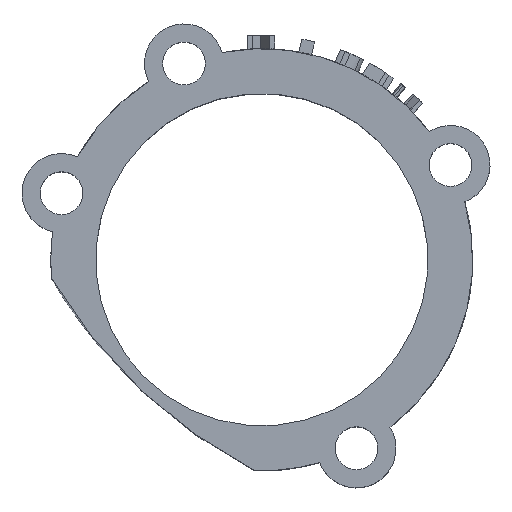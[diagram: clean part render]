
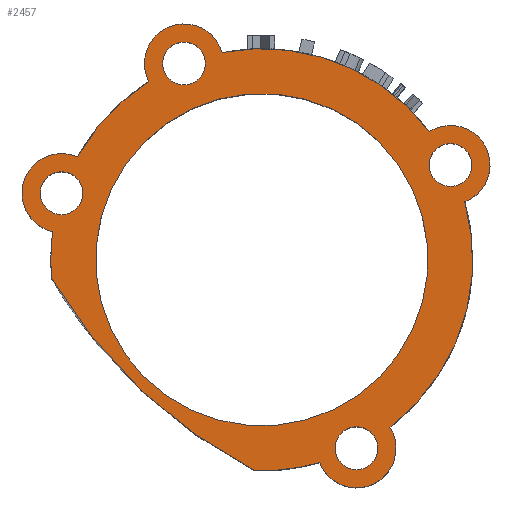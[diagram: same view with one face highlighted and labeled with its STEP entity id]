
A CAD part, top view. The second image highlights one B-rep face of the part: STEP entity #2457.
In plain terms, the highlighted planar face has unit normal (0, 0, 1).
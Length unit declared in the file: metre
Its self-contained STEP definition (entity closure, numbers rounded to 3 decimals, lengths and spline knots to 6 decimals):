
#235=CIRCLE('',#2541,0.016);
#254=CIRCLE('',#2605,0.03825);
#257=CIRCLE('',#2609,0.016);
#261=CIRCLE('',#2615,0.016);
#269=CIRCLE('',#2626,0.016);
#275=CIRCLE('',#2634,0.0126);
#278=CIRCLE('',#2638,0.016);
#284=CIRCLE('',#2646,0.001626);
#285=CIRCLE('',#2647,0.001626);
#286=CIRCLE('',#2648,0.001626);
#287=CIRCLE('',#2649,0.001626);
#288=CIRCLE('',#2650,0.003);
#289=CIRCLE('',#2651,0.003);
#290=CIRCLE('',#2652,0.003);
#291=CIRCLE('',#2653,0.003);
#1222=ORIENTED_EDGE('',*,*,#1683,.F.);
#1223=ORIENTED_EDGE('',*,*,#1684,.F.);
#1224=ORIENTED_EDGE('',*,*,#1685,.F.);
#1225=ORIENTED_EDGE('',*,*,#1686,.F.);
#1226=ORIENTED_EDGE('',*,*,#1672,.T.);
#1227=ORIENTED_EDGE('',*,*,#1626,.F.);
#1228=ORIENTED_EDGE('',*,*,#1677,.F.);
#1229=ORIENTED_EDGE('',*,*,#1687,.F.);
#1230=ORIENTED_EDGE('',*,*,#1661,.F.);
#1231=ORIENTED_EDGE('',*,*,#1688,.F.);
#1232=ORIENTED_EDGE('',*,*,#1467,.F.);
#1233=ORIENTED_EDGE('',*,*,#1689,.F.);
#1234=ORIENTED_EDGE('',*,*,#1641,.F.);
#1235=ORIENTED_EDGE('',*,*,#1690,.F.);
#1236=ORIENTED_EDGE('',*,*,#1631,.F.);
#1467=EDGE_CURVE('',#1819,#1820,#235,.T.);
#1626=EDGE_CURVE('',#1906,#1903,#254,.T.);
#1631=EDGE_CURVE('',#1903,#1908,#257,.T.);
#1641=EDGE_CURVE('',#1920,#1921,#261,.T.);
#1661=EDGE_CURVE('',#1940,#1941,#269,.T.);
#1672=EDGE_CURVE('',#1951,#1951,#275,.T.);
#1677=EDGE_CURVE('',#1955,#1906,#278,.T.);
#1683=EDGE_CURVE('',#1956,#1956,#284,.T.);
#1684=EDGE_CURVE('',#1957,#1957,#285,.T.);
#1685=EDGE_CURVE('',#1958,#1958,#286,.T.);
#1686=EDGE_CURVE('',#1959,#1959,#287,.T.);
#1687=EDGE_CURVE('',#1941,#1955,#288,.T.);
#1688=EDGE_CURVE('',#1820,#1940,#289,.T.);
#1689=EDGE_CURVE('',#1921,#1819,#290,.T.);
#1690=EDGE_CURVE('',#1908,#1920,#291,.T.);
#1819=VERTEX_POINT('',#3708);
#1820=VERTEX_POINT('',#3710);
#1903=VERTEX_POINT('',#4450);
#1906=VERTEX_POINT('',#4464);
#1908=VERTEX_POINT('',#4469);
#1920=VERTEX_POINT('',#4502);
#1921=VERTEX_POINT('',#4504);
#1940=VERTEX_POINT('',#4557);
#1941=VERTEX_POINT('',#4559);
#1951=VERTEX_POINT('',#4585);
#1955=VERTEX_POINT('',#4594);
#1956=VERTEX_POINT('',#4604);
#1957=VERTEX_POINT('',#4606);
#1958=VERTEX_POINT('',#4608);
#1959=VERTEX_POINT('',#4610);
#2100=EDGE_LOOP('',(#1222));
#2101=EDGE_LOOP('',(#1223));
#2102=EDGE_LOOP('',(#1224));
#2103=EDGE_LOOP('',(#1225));
#2104=EDGE_LOOP('',(#1226));
#2105=EDGE_LOOP('',(#1227,#1228,#1229,#1230,#1231,#1232,#1233,#1234,#1235,
#1236));
#2260=FACE_BOUND('',#2100,.T.);
#2261=FACE_BOUND('',#2101,.T.);
#2262=FACE_BOUND('',#2102,.T.);
#2263=FACE_BOUND('',#2103,.T.);
#2264=FACE_BOUND('',#2104,.T.);
#2265=FACE_BOUND('',#2105,.T.);
#2341=PLANE('',#2645);
#2457=ADVANCED_FACE('',(#2260,#2261,#2262,#2263,#2264,#2265),#2341,.F.);
#2541=AXIS2_PLACEMENT_3D('',#3709,#2826,#2827);
#2605=AXIS2_PLACEMENT_3D('',#4465,#3044,#3045);
#2609=AXIS2_PLACEMENT_3D('',#4475,#3054,#3055);
#2615=AXIS2_PLACEMENT_3D('',#4503,#3070,#3071);
#2626=AXIS2_PLACEMENT_3D('',#4558,#3100,#3101);
#2634=AXIS2_PLACEMENT_3D('',#4584,#3120,#3121);
#2638=AXIS2_PLACEMENT_3D('',#4595,#3130,#3131);
#2645=AXIS2_PLACEMENT_3D('',#4602,#3144,#3145);
#2646=AXIS2_PLACEMENT_3D('',#4603,#3146,#3147);
#2647=AXIS2_PLACEMENT_3D('',#4605,#3148,#3149);
#2648=AXIS2_PLACEMENT_3D('',#4607,#3150,#3151);
#2649=AXIS2_PLACEMENT_3D('',#4609,#3152,#3153);
#2650=AXIS2_PLACEMENT_3D('',#4611,#3154,#3155);
#2651=AXIS2_PLACEMENT_3D('',#4612,#3156,#3157);
#2652=AXIS2_PLACEMENT_3D('',#4613,#3158,#3159);
#2653=AXIS2_PLACEMENT_3D('',#4614,#3160,#3161);
#2826=DIRECTION('',(0.,0.,-1.));
#2827=DIRECTION('',(0.707,-0.707,0.));
#3044=DIRECTION('',(0.,0.,-1.));
#3045=DIRECTION('',(0.707,-0.707,0.));
#3054=DIRECTION('',(0.,0.,-1.));
#3055=DIRECTION('',(0.707,-0.707,0.));
#3070=DIRECTION('',(0.,0.,-1.));
#3071=DIRECTION('',(0.707,-0.707,0.));
#3100=DIRECTION('',(0.,0.,-1.));
#3101=DIRECTION('',(0.707,-0.707,0.));
#3120=DIRECTION('',(0.,0.,-1.));
#3121=DIRECTION('',(0.707,-0.707,0.));
#3130=DIRECTION('',(0.,0.,-1.));
#3131=DIRECTION('',(0.707,-0.707,0.));
#3144=DIRECTION('',(0.,0.,-1.));
#3145=DIRECTION('',(-0.707,0.707,0.));
#3146=DIRECTION('',(0.,0.,1.));
#3147=DIRECTION('',(-0.707,0.707,0.));
#3148=DIRECTION('',(0.,0.,1.));
#3149=DIRECTION('',(-0.707,0.707,0.));
#3150=DIRECTION('',(0.,0.,1.));
#3151=DIRECTION('',(-0.707,0.707,0.));
#3152=DIRECTION('',(0.,0.,1.));
#3153=DIRECTION('',(-0.707,0.707,0.));
#3154=DIRECTION('',(0.,0.,-1.));
#3155=DIRECTION('',(0.707,-0.707,0.));
#3156=DIRECTION('',(0.,0.,-1.));
#3157=DIRECTION('',(0.707,-0.707,0.));
#3158=DIRECTION('',(0.,0.,-1.));
#3159=DIRECTION('',(0.707,-0.707,0.));
#3160=DIRECTION('',(0.,0.,-1.));
#3161=DIRECTION('',(0.707,-0.707,0.));
#3708=CARTESIAN_POINT('',(-0.020019,-0.002287,0.005));
#3709=CARTESIAN_POINT('',(-0.017,-0.018,0.005));
#3710=CARTESIAN_POINT('',(-0.004289,-0.008283,0.005));
#4450=CARTESIAN_POINT('',(-0.032934,-0.019453,0.005));
#4464=CARTESIAN_POINT('',(-0.017541,-0.033991,0.005));
#4465=CARTESIAN_POINT('',(0.,0.,0.005));
#4469=CARTESIAN_POINT('',(-0.032859,-0.015883,0.005));
#4475=CARTESIAN_POINT('',(-0.017,-0.018,0.005));
#4502=CARTESIAN_POINT('',(-0.030977,-0.010213,0.005));
#4503=CARTESIAN_POINT('',(-0.017,-0.018,0.005));
#4504=CARTESIAN_POINT('',(-0.025572,-0.00449,0.005));
#4557=CARTESIAN_POINT('',(-0.00161,-0.013623,0.005));
#4558=CARTESIAN_POINT('',(-0.017,-0.018,0.005));
#4559=CARTESIAN_POINT('',(-0.007283,-0.030711,0.005));
#4584=CARTESIAN_POINT('',(-0.017,-0.018,0.005));
#4585=CARTESIAN_POINT('',(-0.00809,-0.02691,0.005));
#4594=CARTESIAN_POINT('',(-0.012623,-0.03339,0.005));
#4595=CARTESIAN_POINT('',(-0.017,-0.018,0.005));
#4602=CARTESIAN_POINT('',(0.,0.,0.005));
#4603=CARTESIAN_POINT('',(-0.009827,-0.032302,0.005));
#4604=CARTESIAN_POINT('',(-0.010976,-0.031152,0.005));
#4605=CARTESIAN_POINT('',(-0.002698,-0.010827,0.005));
#4606=CARTESIAN_POINT('',(-0.003848,-0.009677,0.005));
#4607=CARTESIAN_POINT('',(-0.022899,-0.003127,0.005));
#4608=CARTESIAN_POINT('',(-0.024049,-0.001978,0.005));
#4609=CARTESIAN_POINT('',(-0.032185,-0.012959,0.005));
#4610=CARTESIAN_POINT('',(-0.033335,-0.01181,0.005));
#4611=CARTESIAN_POINT('',(-0.009827,-0.032302,0.005));
#4612=CARTESIAN_POINT('',(-0.002698,-0.010827,0.005));
#4613=CARTESIAN_POINT('',(-0.022899,-0.003127,0.005));
#4614=CARTESIAN_POINT('',(-0.032185,-0.012959,0.005));
